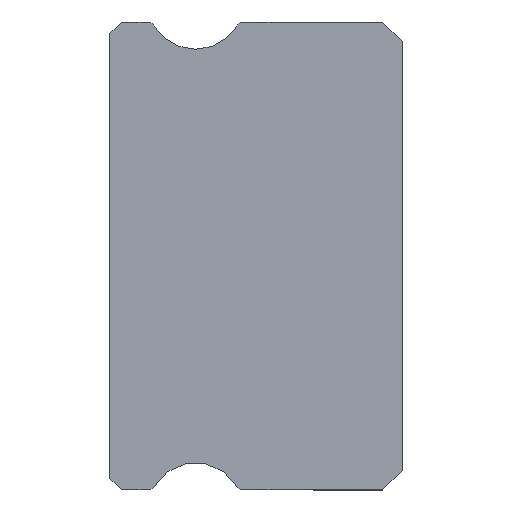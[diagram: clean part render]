
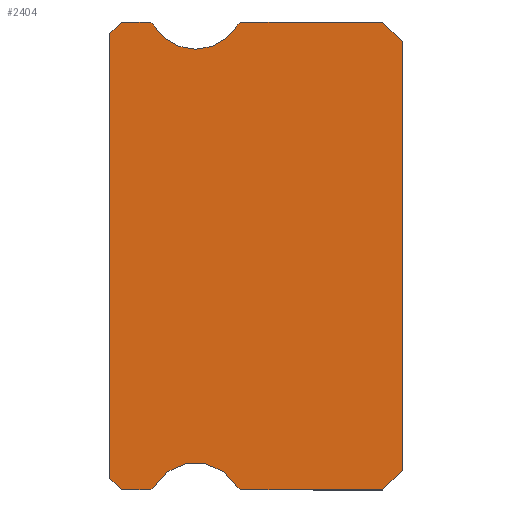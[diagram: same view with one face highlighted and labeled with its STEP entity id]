
A CAD part, left-side view. The second image highlights one B-rep face of the part: STEP entity #2404.
In plain terms, the highlighted planar face has unit normal (-1, 0, 0).
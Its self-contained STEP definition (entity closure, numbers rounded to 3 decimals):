
#77 = VECTOR ( 'NONE', #3958, 1000. ) ;
#116 = CARTESIAN_POINT ( 'NONE',  ( -10., 7.2, -6. ) ) ;
#149 = LINE ( 'NONE', #234, #1365 ) ;
#174 = VECTOR ( 'NONE', #4352, 1000. ) ;
#234 = CARTESIAN_POINT ( 'NONE',  ( -10., 0., -5.5 ) ) ;
#340 = ORIENTED_EDGE ( 'NONE', *, *, #2074, .F. ) ;
#355 = VECTOR ( 'NONE', #5468, 1000. ) ;
#418 = DIRECTION ( 'NONE',  ( 0., 0., -1. ) ) ;
#431 = DIRECTION ( 'NONE',  ( 0., 1., 0. ) ) ;
#574 = VERTEX_POINT ( 'NONE', #3254 ) ;
#620 = DIRECTION ( 'NONE',  ( 1., 0., 0. ) ) ;
#662 = DIRECTION ( 'NONE',  ( 0., 0., -1. ) ) ;
#737 = CARTESIAN_POINT ( 'NONE',  ( -10., 6.512, -6. ) ) ;
#757 = CARTESIAN_POINT ( 'NONE',  ( -10., 4.088, -5.85 ) ) ;
#787 = CARTESIAN_POINT ( 'NONE',  ( -10., 0.5, 6. ) ) ;
#911 = ORIENTED_EDGE ( 'NONE', *, *, #7214, .F. ) ;
#917 = CIRCLE ( 'NONE', #5607, 0.15 ) ;
#1057 = DIRECTION ( 'NONE',  ( 0., 0., -1. ) ) ;
#1058 = EDGE_CURVE ( 'NONE', #5123, #574, #2789, .T. ) ;
#1061 = LINE ( 'NONE', #8605, #7091 ) ;
#1064 = AXIS2_PLACEMENT_3D ( 'NONE', #5356, #8157, #2824 ) ;
#1067 = VERTEX_POINT ( 'NONE', #7426 ) ;
#1069 = EDGE_CURVE ( 'NONE', #2398, #2064, #3409, .T. ) ;
#1138 = CARTESIAN_POINT ( 'NONE',  ( -10., 0., 5.5 ) ) ;
#1219 = VECTOR ( 'NONE', #2033, 1000. ) ;
#1307 = DIRECTION ( 'NONE',  ( 1., 0., 0. ) ) ;
#1317 = CARTESIAN_POINT ( 'NONE',  ( -10., 6.383, 5.925 ) ) ;
#1351 = VECTOR ( 'NONE', #2276, 1000. ) ;
#1365 = VECTOR ( 'NONE', #4228, 1000. ) ;
#1426 = DIRECTION ( 'NONE',  ( 0., 0., -1. ) ) ;
#1447 = LINE ( 'NONE', #7530, #355 ) ;
#1581 = LINE ( 'NONE', #116, #1351 ) ;
#1780 = EDGE_CURVE ( 'NONE', #6400, #8221, #4418, .T. ) ;
#1822 = EDGE_CURVE ( 'NONE', #4808, #6521, #7182, .T. ) ;
#1914 = ORIENTED_EDGE ( 'NONE', *, *, #3382, .F. ) ;
#1942 = ORIENTED_EDGE ( 'NONE', *, *, #1780, .T. ) ;
#1967 = EDGE_CURVE ( 'NONE', #6400, #7467, #917, .T. ) ;
#2026 = ORIENTED_EDGE ( 'NONE', *, *, #2742, .F. ) ;
#2033 = DIRECTION ( 'NONE',  ( 0., -1., 0. ) ) ;
#2064 = VERTEX_POINT ( 'NONE', #787 ) ;
#2074 = EDGE_CURVE ( 'NONE', #5296, #6052, #149, .T. ) ;
#2230 = ORIENTED_EDGE ( 'NONE', *, *, #5178, .F. ) ;
#2276 = DIRECTION ( 'NONE',  ( 0., -0.707, -0.707 ) ) ;
#2398 = VERTEX_POINT ( 'NONE', #3310 ) ;
#2404 = ADVANCED_FACE ( 'NONE', ( #6727 ), #6092, .F. ) ;
#2407 = CARTESIAN_POINT ( 'NONE',  ( -10., 6.512, -5.85 ) ) ;
#2550 = DIRECTION ( 'NONE',  ( 0., 0., 1. ) ) ;
#2742 = EDGE_CURVE ( 'NONE', #2064, #2883, #1447, .T. ) ;
#2787 = CIRCLE ( 'NONE', #1064, 1.25 ) ;
#2789 = CIRCLE ( 'NONE', #3921, 0.15 ) ;
#2823 = CIRCLE ( 'NONE', #7942, 0.15 ) ;
#2824 = DIRECTION ( 'NONE',  ( 0., 0., -1. ) ) ;
#2883 = VERTEX_POINT ( 'NONE', #1138 ) ;
#2925 = CARTESIAN_POINT ( 'NONE',  ( -10., 0.5, -6. ) ) ;
#2979 = LINE ( 'NONE', #4393, #174 ) ;
#3058 = CARTESIAN_POINT ( 'NONE',  ( -10., 7.5, 5.7 ) ) ;
#3168 = CARTESIAN_POINT ( 'NONE',  ( -10., 5.3, 5.3 ) ) ;
#3254 = CARTESIAN_POINT ( 'NONE',  ( -10., 4.217, -5.925 ) ) ;
#3269 = CARTESIAN_POINT ( 'NONE',  ( -10., 7.5, 5.7 ) ) ;
#3310 = CARTESIAN_POINT ( 'NONE',  ( -10., 4.088, 6. ) ) ;
#3382 = EDGE_CURVE ( 'NONE', #4432, #7565, #2979, .T. ) ;
#3409 = LINE ( 'NONE', #6119, #1219 ) ;
#3436 = CARTESIAN_POINT ( 'NONE',  ( -10., 0., -5.5 ) ) ;
#3838 = VECTOR ( 'NONE', #5969, 1000. ) ;
#3872 = CARTESIAN_POINT ( 'NONE',  ( -10., 5.3, 6.55 ) ) ;
#3921 = AXIS2_PLACEMENT_3D ( 'NONE', #757, #1307, #1426 ) ;
#3958 = DIRECTION ( 'NONE',  ( 0., -1., 0. ) ) ;
#3965 = LINE ( 'NONE', #3269, #3838 ) ;
#4008 = DIRECTION ( 'NONE',  ( 0., 0., -1. ) ) ;
#4015 = EDGE_CURVE ( 'NONE', #574, #1067, #2787, .T. ) ;
#4111 = AXIS2_PLACEMENT_3D ( 'NONE', #6581, #7922, #8646 ) ;
#4133 = EDGE_CURVE ( 'NONE', #4432, #5626, #1581, .T. ) ;
#4160 = VERTEX_POINT ( 'NONE', #6273 ) ;
#4228 = DIRECTION ( 'NONE',  ( 0., 0.707, -0.707 ) ) ;
#4267 = EDGE_CURVE ( 'NONE', #5296, #2883, #1061, .T. ) ;
#4352 = DIRECTION ( 'NONE',  ( 0., 0., 1. ) ) ;
#4393 = CARTESIAN_POINT ( 'NONE',  ( -10., 7.5, 5.85 ) ) ;
#4399 = ORIENTED_EDGE ( 'NONE', *, *, #6185, .F. ) ;
#4418 = LINE ( 'NONE', #7931, #5902 ) ;
#4432 = VERTEX_POINT ( 'NONE', #7590 ) ;
#4455 = ORIENTED_EDGE ( 'NONE', *, *, #4876, .T. ) ;
#4478 = ORIENTED_EDGE ( 'NONE', *, *, #4267, .T. ) ;
#4491 = CARTESIAN_POINT ( 'NONE',  ( -10., 4.217, 5.925 ) ) ;
#4808 = VERTEX_POINT ( 'NONE', #3168 ) ;
#4820 = ORIENTED_EDGE ( 'NONE', *, *, #1822, .F. ) ;
#4876 = EDGE_CURVE ( 'NONE', #5626, #4160, #6690, .T. ) ;
#4953 = VECTOR ( 'NONE', #5926, 1000. ) ;
#5123 = VERTEX_POINT ( 'NONE', #6022 ) ;
#5178 = EDGE_CURVE ( 'NONE', #1067, #4160, #2823, .T. ) ;
#5250 = CIRCLE ( 'NONE', #8682, 1.25 ) ;
#5260 = LINE ( 'NONE', #8660, #4953 ) ;
#5296 = VERTEX_POINT ( 'NONE', #3436 ) ;
#5305 = EDGE_CURVE ( 'NONE', #6521, #2398, #7519, .T. ) ;
#5356 = CARTESIAN_POINT ( 'NONE',  ( -10., 5.3, -6.55 ) ) ;
#5379 = ORIENTED_EDGE ( 'NONE', *, *, #1967, .F. ) ;
#5446 = ORIENTED_EDGE ( 'NONE', *, *, #1058, .F. ) ;
#5468 = DIRECTION ( 'NONE',  ( 0., -0.707, -0.707 ) ) ;
#5607 = AXIS2_PLACEMENT_3D ( 'NONE', #7230, #620, #662 ) ;
#5608 = ORIENTED_EDGE ( 'NONE', *, *, #4133, .T. ) ;
#5626 = VERTEX_POINT ( 'NONE', #6658 ) ;
#5653 = ORIENTED_EDGE ( 'NONE', *, *, #4015, .F. ) ;
#5826 = EDGE_CURVE ( 'NONE', #8221, #7565, #3965, .T. ) ;
#5902 = VECTOR ( 'NONE', #431, 1000. ) ;
#5907 = ORIENTED_EDGE ( 'NONE', *, *, #5826, .T. ) ;
#5921 = DIRECTION ( 'NONE',  ( -1., 0., 0. ) ) ;
#5926 = DIRECTION ( 'NONE',  ( 0., 1., 0. ) ) ;
#5969 = DIRECTION ( 'NONE',  ( 0., 0.707, -0.707 ) ) ;
#6005 = CARTESIAN_POINT ( 'NONE',  ( -10., 6.512, 5.85 ) ) ;
#6022 = CARTESIAN_POINT ( 'NONE',  ( -10., 4.088, -6. ) ) ;
#6052 = VERTEX_POINT ( 'NONE', #2925 ) ;
#6092 = PLANE ( 'NONE',  #6900 ) ;
#6119 = CARTESIAN_POINT ( 'NONE',  ( -10., 6.512, 6. ) ) ;
#6185 = EDGE_CURVE ( 'NONE', #6052, #5123, #5260, .T. ) ;
#6273 = CARTESIAN_POINT ( 'NONE',  ( -10., 6.512, -6. ) ) ;
#6400 = VERTEX_POINT ( 'NONE', #7730 ) ;
#6487 = CARTESIAN_POINT ( 'NONE',  ( -10., 5.3, 6.55 ) ) ;
#6521 = VERTEX_POINT ( 'NONE', #4491 ) ;
#6581 = CARTESIAN_POINT ( 'NONE',  ( -10., 4.088, 5.85 ) ) ;
#6594 = DIRECTION ( 'NONE',  ( 0., 0., -1. ) ) ;
#6658 = CARTESIAN_POINT ( 'NONE',  ( -10., 7.2, -6. ) ) ;
#6690 = LINE ( 'NONE', #737, #77 ) ;
#6727 = FACE_OUTER_BOUND ( 'NONE', #8249, .T. ) ;
#6850 = ORIENTED_EDGE ( 'NONE', *, *, #5305, .F. ) ;
#6900 = AXIS2_PLACEMENT_3D ( 'NONE', #6005, #8736, #4008 ) ;
#6961 = ORIENTED_EDGE ( 'NONE', *, *, #1069, .F. ) ;
#7091 = VECTOR ( 'NONE', #2550, 1000. ) ;
#7182 = CIRCLE ( 'NONE', #8622, 1.25 ) ;
#7214 = EDGE_CURVE ( 'NONE', #7467, #4808, #5250, .T. ) ;
#7230 = CARTESIAN_POINT ( 'NONE',  ( -10., 6.512, 5.85 ) ) ;
#7426 = CARTESIAN_POINT ( 'NONE',  ( -10., 6.383, -5.925 ) ) ;
#7467 = VERTEX_POINT ( 'NONE', #1317 ) ;
#7519 = CIRCLE ( 'NONE', #4111, 0.15 ) ;
#7530 = CARTESIAN_POINT ( 'NONE',  ( -10., 0.5, 6. ) ) ;
#7565 = VERTEX_POINT ( 'NONE', #3058 ) ;
#7590 = CARTESIAN_POINT ( 'NONE',  ( -10., 7.5, -5.7 ) ) ;
#7730 = CARTESIAN_POINT ( 'NONE',  ( -10., 6.512, 6. ) ) ;
#7922 = DIRECTION ( 'NONE',  ( 1., 0., 0. ) ) ;
#7931 = CARTESIAN_POINT ( 'NONE',  ( -10., 7.2, 6. ) ) ;
#7942 = AXIS2_PLACEMENT_3D ( 'NONE', #2407, #8604, #6594 ) ;
#8157 = DIRECTION ( 'NONE',  ( -1., 0., 0. ) ) ;
#8221 = VERTEX_POINT ( 'NONE', #8569 ) ;
#8249 = EDGE_LOOP ( 'NONE', ( #5907, #1914, #5608, #4455, #2230, #5653, #5446, #4399, #340, #4478, #2026, #6961, #6850, #4820, #911, #5379, #1942 ) ) ;
#8569 = CARTESIAN_POINT ( 'NONE',  ( -10., 7.2, 6. ) ) ;
#8604 = DIRECTION ( 'NONE',  ( 1., 0., 0. ) ) ;
#8605 = CARTESIAN_POINT ( 'NONE',  ( -10., 0., 5.5 ) ) ;
#8622 = AXIS2_PLACEMENT_3D ( 'NONE', #3872, #5921, #1057 ) ;
#8640 = DIRECTION ( 'NONE',  ( -1., 0., 0. ) ) ;
#8646 = DIRECTION ( 'NONE',  ( 0., 0., -1. ) ) ;
#8660 = CARTESIAN_POINT ( 'NONE',  ( -10., 6.512, -6. ) ) ;
#8682 = AXIS2_PLACEMENT_3D ( 'NONE', #6487, #8640, #418 ) ;
#8736 = DIRECTION ( 'NONE',  ( 1., 0., 0. ) ) ;
